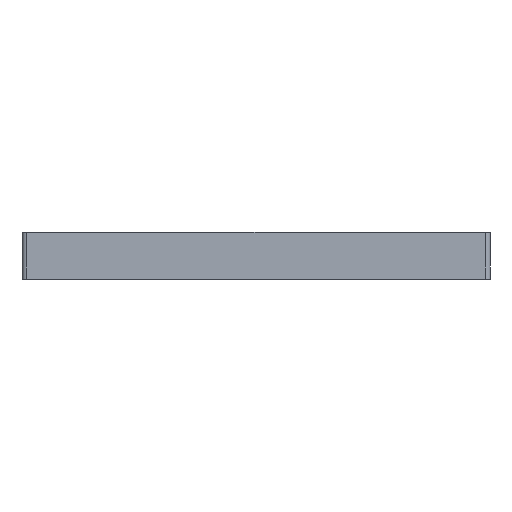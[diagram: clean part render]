
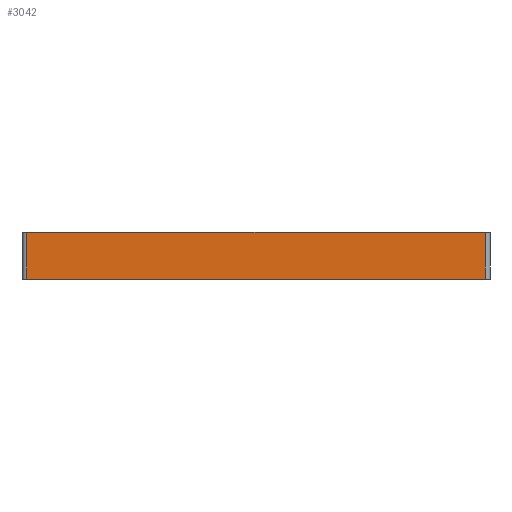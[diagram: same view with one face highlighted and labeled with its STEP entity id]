
A CAD part, top view. The second image highlights one B-rep face of the part: STEP entity #3042.
In plain terms, the highlighted planar face has unit normal (0, 0, 1).
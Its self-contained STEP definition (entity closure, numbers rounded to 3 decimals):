
#64=PLANE('',#3212);
#197=FACE_OUTER_BOUND('',#360,.T.);
#360=EDGE_LOOP('',(#2252,#2253,#2254,#2255));
#518=LINE('',#4117,#939);
#521=LINE('',#4129,#942);
#614=LINE('',#4337,#1035);
#615=LINE('',#4340,#1036);
#939=VECTOR('',#3362,10.);
#942=VECTOR('',#3375,10.);
#1035=VECTOR('',#3496,10.);
#1036=VECTOR('',#3501,10.);
#1387=VERTEX_POINT('',#4114);
#1388=VERTEX_POINT('',#4116);
#1392=VERTEX_POINT('',#4128);
#1493=VERTEX_POINT('',#4336);
#1685=EDGE_CURVE('',#1387,#1388,#518,.T.);
#1691=EDGE_CURVE('',#1388,#1392,#521,.T.);
#1795=EDGE_CURVE('',#1392,#1493,#614,.T.);
#1797=EDGE_CURVE('',#1493,#1387,#615,.F.);
#2252=ORIENTED_EDGE('',*,*,#1685,.F.);
#2253=ORIENTED_EDGE('',*,*,#1797,.F.);
#2254=ORIENTED_EDGE('',*,*,#1795,.F.);
#2255=ORIENTED_EDGE('',*,*,#1691,.F.);
#3042=ADVANCED_FACE('',(#197),#64,.T.);
#3212=AXIS2_PLACEMENT_3D('',#4339,#3499,#3500);
#3362=DIRECTION('',(0.,-1.,0.));
#3375=DIRECTION('',(-1.,0.,0.));
#3496=DIRECTION('',(0.,1.,0.));
#3499=DIRECTION('center_axis',(0.,0.,1.));
#3500=DIRECTION('ref_axis',(1.,0.,0.));
#3501=DIRECTION('',(-1.,0.,0.));
#4114=CARTESIAN_POINT('',(155.096,11.431,59.));
#4116=CARTESIAN_POINT('',(155.096,1.431,59.));
#4117=CARTESIAN_POINT('',(155.096,6.431,59.));
#4128=CARTESIAN_POINT('',(57.431,1.431,59.));
#4129=CARTESIAN_POINT('',(80.856,1.431,59.));
#4336=CARTESIAN_POINT('',(57.431,11.431,59.));
#4337=CARTESIAN_POINT('',(57.431,6.431,59.));
#4339=CARTESIAN_POINT('Origin',(55.431,6.431,59.));
#4340=CARTESIAN_POINT('',(80.856,11.431,59.));
